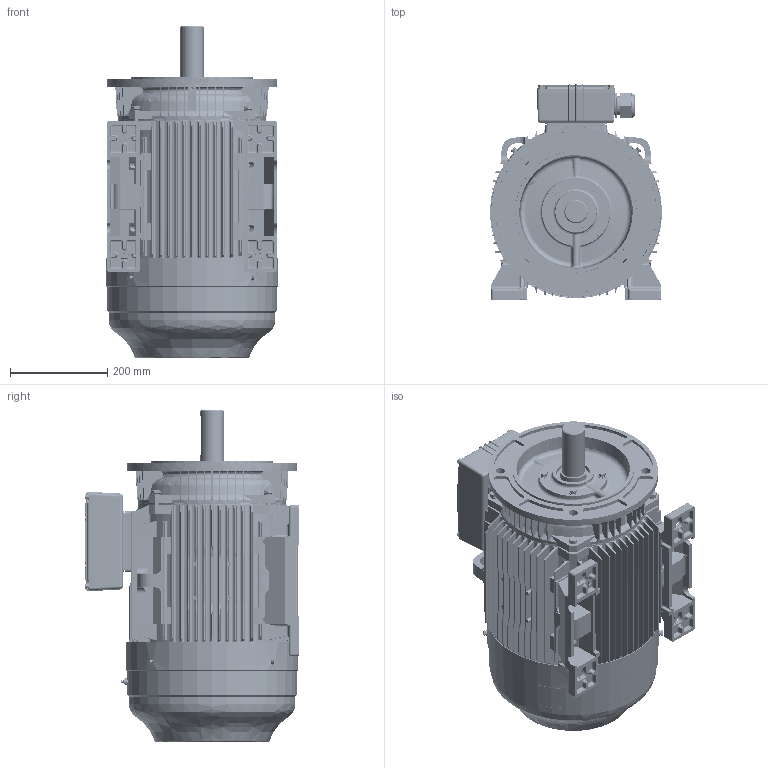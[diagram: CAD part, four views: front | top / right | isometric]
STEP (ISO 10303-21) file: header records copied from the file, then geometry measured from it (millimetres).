
FILE_DESCRIPTION (( 'STEP AP203' ), '1' );
FILE_NAME ('WE180M-2B35.STEP', '2017-06-20T03:10:56', ( 'Sky123.Org' ), ( 'Sky123.Org' ), 'SwSTEP 2.0', 'SolidWorks 2012', '' );
FILE_SCHEMA (( 'CONFIG_CONTROL_DESIGN' ));
Length unit declared in the file: millimetre
Products named in the file (1): WE180M-2B35
Bounding box: 355 x 442.71 x 683.99 mm (x, y, z)
Volume: 37385258.5 mm3; surface area: 2991069.9 mm2
Topology: 69 solids, 70 shells, 7543 faces, 20549 edges, 13227 vertices
Faces by surface type: cylinder 3010, plane 2761, bspline 850, cone 758, torus 154, sphere 10
Entity records: 353575 total; most frequent: CARTESIAN_POINT 175300, ORIENTED_EDGE 40982, DIRECTION 31748, EDGE_CURVE 20491, VERTEX_POINT 13226, AXIS2_PLACEMENT_3D 11390, LINE 8968, VECTOR 8968
